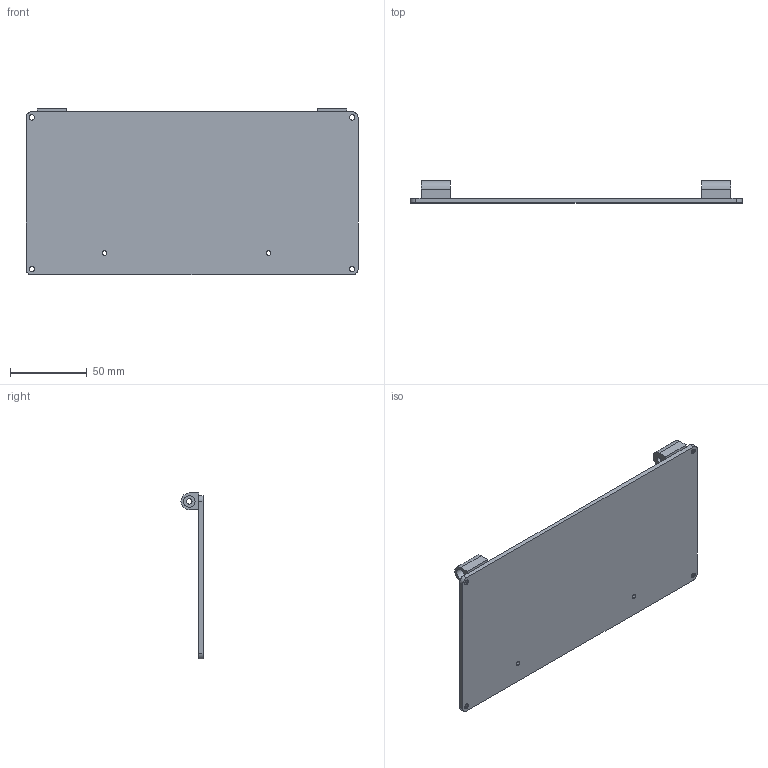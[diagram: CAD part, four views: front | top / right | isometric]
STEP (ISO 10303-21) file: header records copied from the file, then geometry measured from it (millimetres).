
FILE_DESCRIPTION (( 'STEP AP214' ), '1' );
FILE_NAME ('base_top_solid.STEP', '2023-10-30T15:10:10', ( '' ), ( '' ), '', '', '' );
FILE_SCHEMA (( 'AUTOMOTIVE_DESIGN' ));
Length unit declared in the file: millimetre
Products named in the file (1): base_top_solid
Bounding box: 216.5 x 14.5 x 108.25 mm (x, y, z)
Volume: 72281.9 mm3; surface area: 49930.2 mm2
Topology: 1 solids, 1 shells, 52 faces, 132 edges, 84 vertices
Faces by surface type: cylinder 26, plane 18, cone 8
Entity records: 1635 total; most frequent: DIRECTION 298, CARTESIAN_POINT 269, ORIENTED_EDGE 264, EDGE_CURVE 132, AXIS2_PLACEMENT_3D 113, VERTEX_POINT 84, LINE 72, VECTOR 72
